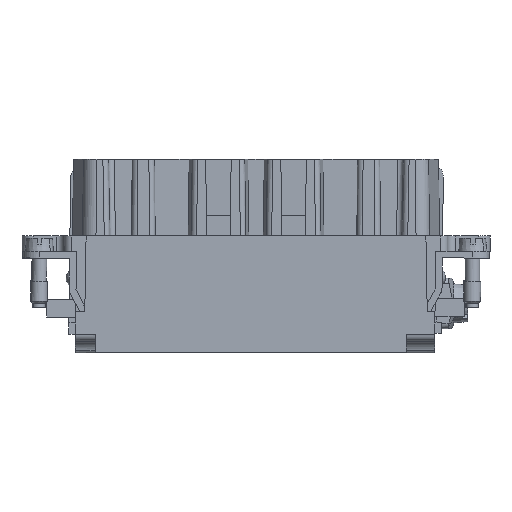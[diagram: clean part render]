
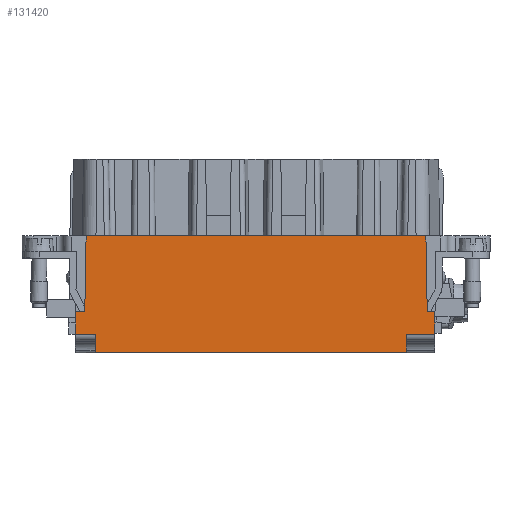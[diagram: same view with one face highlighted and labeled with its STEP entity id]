
A CAD part, left-side view. The second image highlights one B-rep face of the part: STEP entity #131420.
In plain terms, the highlighted face is planar.
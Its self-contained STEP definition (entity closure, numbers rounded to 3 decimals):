
#16000=CARTESIAN_POINT('',(36.852,17.15,
31.75));
#16010=VERTEX_POINT('',#16000);
#16040=CARTESIAN_POINT('',(-15.208,17.15,
31.75));
#16050=DIRECTION('',(-1.,0.,0.));
#16060=VECTOR('',#16050,1.);
#16070=LINE('',#16040,#16060);
#16080=CARTESIAN_POINT('',(41.939,17.15,
31.75));
#16090=VERTEX_POINT('',#16080);
#16100=EDGE_CURVE('',#16090,#16010,#16070,.T.);
#23880=CARTESIAN_POINT('',(36.852,17.15,
34.95));
#23890=VERTEX_POINT('',#23880);
#23920=CARTESIAN_POINT('',(36.852,17.15,
242.116));
#23930=DIRECTION('',(0.,0.,1.));
#23940=VECTOR('',#23930,1.);
#23950=LINE('',#23920,#23940);
#23960=EDGE_CURVE('',#16010,#23890,#23950,.T.);
#48400=CARTESIAN_POINT('',(-18.577,17.15,
31.75));
#48410=VERTEX_POINT('',#48400);
#48500=CARTESIAN_POINT('',(-22.16,17.15,
31.75));
#48510=VERTEX_POINT('',#48500);
#48540=CARTESIAN_POINT('',(11.592,17.15,
31.75));
#48550=DIRECTION('',(1.,0.,0.));
#48560=VECTOR('',#48550,1.);
#48570=LINE('',#48540,#48560);
#48580=EDGE_CURVE('',#48510,#48410,#48570,.T.);
#48850=CARTESIAN_POINT('',(-14.057,17.15,
-227.216));
#48860=DIRECTION('',(0.017,0.,
-1.));
#48870=VECTOR('',#48860,1.);
#48880=LINE('',#48850,#48870);
#48890=CARTESIAN_POINT('',(-18.633,17.15,
34.95));
#48900=VERTEX_POINT('',#48890);
#48910=EDGE_CURVE('',#48900,#48410,#48880,.T.);
#97340=CARTESIAN_POINT('',(-20.268,17.15,14.5));
#97350=DIRECTION('',(-0.017,0.,
1.));
#97360=VECTOR('',#97350,1.);
#97370=LINE('',#97340,#97360);
#97380=CARTESIAN_POINT('',(-20.262,17.15,
14.2));
#97390=VERTEX_POINT('',#97380);
#97400=CARTESIAN_POINT('',(-20.498,17.15,
27.7));
#97410=VERTEX_POINT('',#97400);
#97420=EDGE_CURVE('',#97390,#97410,#97370,.T.);
#115430=CARTESIAN_POINT('',(11.339,17.15,
14.2));
#115440=DIRECTION('',(-1.,0.,0.));
#115450=VECTOR('',#115440,1.);
#115460=LINE('',#115430,#115450);
#115470=CARTESIAN_POINT('',(40.366,17.15,
14.2));
#115480=VERTEX_POINT('',#115470);
#115490=EDGE_CURVE('',#115480,#97390,#115460,.T.);
#117160=CARTESIAN_POINT('',(-22.112,17.15,
27.7));
#117170=VERTEX_POINT('',#117160);
#117500=CARTESIAN_POINT('',(11.339,17.15,
27.7));
#117510=DIRECTION('',(1.,0.,0.));
#117520=VECTOR('',#117510,1.);
#117530=LINE('',#117500,#117520);
#117540=EDGE_CURVE('',#117170,#97410,#117530,.T.);
#124850=CARTESIAN_POINT('',(42.145,17.15,14.5));
#124860=DIRECTION('',(0.012,0.,
-1.));
#124870=VECTOR('',#124860,1.);
#124880=LINE('',#124850,#124870);
#124890=CARTESIAN_POINT('',(41.987,17.15,
27.7));
#124900=VERTEX_POINT('',#124890);
#124910=EDGE_CURVE('',#16090,#124900,#124880,.T.);
#131010=CARTESIAN_POINT('',(-16.748,17.15,
33.9));
#131020=DIRECTION('',(0.,-1.,0.));
#131030=DIRECTION('',(0.,0.,-1.));
#131040=AXIS2_PLACEMENT_3D('',#131010,#131020,#131030);
#131050=PLANE('',#131040);
#131060=ORIENTED_EDGE('',*,*,#48910,.F.);
#131070=ORIENTED_EDGE('',*,*,#48580,.T.);
#131080=CARTESIAN_POINT('',(-21.954,17.15,14.5));
#131090=DIRECTION('',(-0.012,0.,
1.));
#131100=VECTOR('',#131090,1.);
#131110=LINE('',#131080,#131100);
#131120=EDGE_CURVE('',#117170,#48510,#131110,.T.);
#131130=ORIENTED_EDGE('',*,*,#131120,.T.);
#131140=ORIENTED_EDGE('',*,*,#117540,.F.);
#131150=ORIENTED_EDGE('',*,*,#97420,.T.);
#131160=ORIENTED_EDGE('',*,*,#115490,.T.);
#131170=CARTESIAN_POINT('',(40.372,17.15,14.5));
#131180=DIRECTION('',(0.017,0.,
1.));
#131190=VECTOR('',#131180,1.);
#131200=LINE('',#131170,#131190);
#131210=CARTESIAN_POINT('',(40.602,17.15,
27.7));
#131220=VERTEX_POINT('',#131210);
#131230=EDGE_CURVE('',#115480,#131220,#131200,.T.);
#131240=ORIENTED_EDGE('',*,*,#131230,.F.);
#131250=CARTESIAN_POINT('',(11.339,17.15,
27.7));
#131260=DIRECTION('',(-1.,0.,0.));
#131270=VECTOR('',#131260,1.);
#131280=LINE('',#131250,#131270);
#131290=EDGE_CURVE('',#124900,#131220,#131280,.T.);
#131300=ORIENTED_EDGE('',*,*,#131290,.T.);
#131310=ORIENTED_EDGE('',*,*,#124910,.T.);
#131320=ORIENTED_EDGE('',*,*,#16100,.F.);
#131330=ORIENTED_EDGE('',*,*,#23960,.F.);
#131340=CARTESIAN_POINT('',(10.587,17.15,
34.95));
#131350=DIRECTION('',(-1.,0.,0.));
#131360=VECTOR('',#131350,1.);
#131370=LINE('',#131340,#131360);
#131380=EDGE_CURVE('',#23890,#48900,#131370,.T.);
#131390=ORIENTED_EDGE('',*,*,#131380,.F.);
#131400=EDGE_LOOP('',(#131390,#131330,#131320,#131310,#131300,#131240,
#131160,#131150,#131140,#131130,#131070,#131060));
#131410=FACE_OUTER_BOUND('',#131400,.T.);
#131420=ADVANCED_FACE('',(#131410),#131050,.F.);
